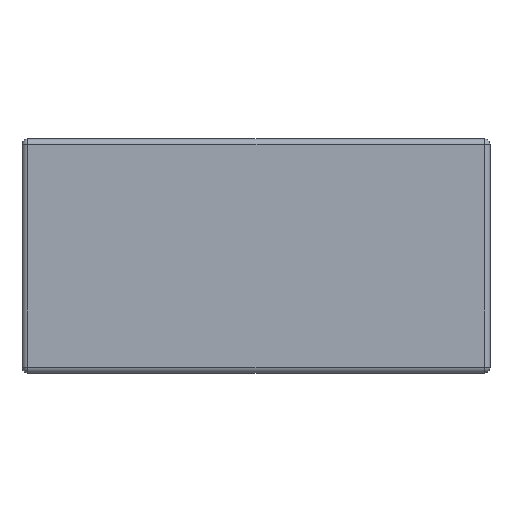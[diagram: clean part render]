
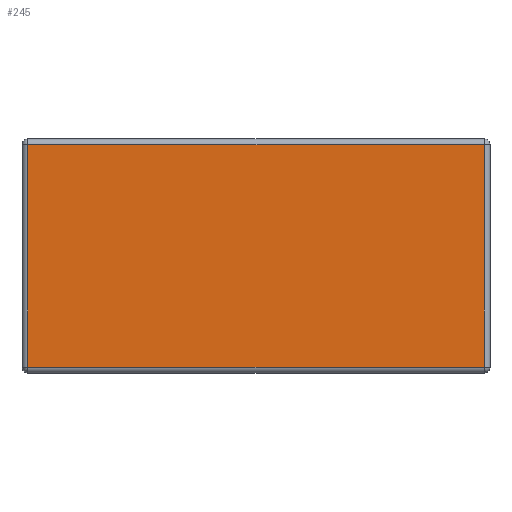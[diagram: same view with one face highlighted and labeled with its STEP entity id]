
A CAD part, top view. The second image highlights one B-rep face of the part: STEP entity #245.
In plain terms, the highlighted planar face has unit normal (0, 0, 1).
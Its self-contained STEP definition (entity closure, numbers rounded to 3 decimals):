
#206 = CARTESIAN_POINT ( 'NONE',  ( 1.511, -0.736, 0.55 ) ) ;
#207 = VERTEX_POINT ( 'NONE', #206 ) ;
#208 = CARTESIAN_POINT ( 'NONE',  ( 1.511, 0.736, 0.55 ) ) ;
#209 = VERTEX_POINT ( 'NONE', #208 ) ;
#210 = CARTESIAN_POINT ( 'NONE',  ( 1.511, 0., 0.55 ) ) ;
#211 = DIRECTION ( 'NONE',  ( 0., 1., 0. ) ) ;
#212 = VECTOR ( 'NONE', #211, 1000. ) ;
#213 = LINE ( 'NONE', #210, #212 ) ;
#214 = EDGE_CURVE ( 'NONE', #207, #209, #213, .T. ) ;
#215 = ORIENTED_EDGE ( 'NONE', *, *, #214, .T. ) ;
#216 = CARTESIAN_POINT ( 'NONE',  ( -1.511, 0.736, 0.55 ) ) ;
#217 = VERTEX_POINT ( 'NONE', #216 ) ;
#218 = CARTESIAN_POINT ( 'NONE',  ( 0., 0.736, 0.55 ) ) ;
#219 = DIRECTION ( 'NONE',  ( -1., 0., 0. ) ) ;
#220 = VECTOR ( 'NONE', #219, 1000. ) ;
#221 = LINE ( 'NONE', #218, #220 ) ;
#222 = EDGE_CURVE ( 'NONE', #209, #217, #221, .T. ) ;
#223 = ORIENTED_EDGE ( 'NONE', *, *, #222, .T. ) ;
#224 = CARTESIAN_POINT ( 'NONE',  ( -1.511, -0.736, 0.55 ) ) ;
#225 = VERTEX_POINT ( 'NONE', #224 ) ;
#226 = CARTESIAN_POINT ( 'NONE',  ( -1.511, 0., 0.55 ) ) ;
#227 = DIRECTION ( 'NONE',  ( 0., -1., 0. ) ) ;
#228 = VECTOR ( 'NONE', #227, 1000. ) ;
#229 = LINE ( 'NONE', #226, #228 ) ;
#230 = EDGE_CURVE ( 'NONE', #217, #225, #229, .T. ) ;
#231 = ORIENTED_EDGE ( 'NONE', *, *, #230, .T. ) ;
#232 = CARTESIAN_POINT ( 'NONE',  ( 0., -0.736, 0.55 ) ) ;
#233 = DIRECTION ( 'NONE',  ( 1., 0., 0. ) ) ;
#234 = VECTOR ( 'NONE', #233, 1000. ) ;
#235 = LINE ( 'NONE', #232, #234 ) ;
#236 = EDGE_CURVE ( 'NONE', #225, #207, #235, .T. ) ;
#237 = ORIENTED_EDGE ( 'NONE', *, *, #236, .T. ) ;
#238 = EDGE_LOOP ( 'NONE', ( #215, #223, #231, #237 ) ) ;
#239 = FACE_OUTER_BOUND ( 'NONE', #238, .T. ) ;
#240 = CARTESIAN_POINT ( 'NONE',  ( 0., 0., 0.55 ) ) ;
#241 = DIRECTION ( 'NONE',  ( 0., 0., -1. ) ) ;
#242 = DIRECTION ( 'NONE',  ( 0., -1., 0. ) ) ;
#243 = AXIS2_PLACEMENT_3D ( 'NONE', #240, #241, #242 ) ;
#244 = PLANE ( 'NONE', #243 ) ;
#245 = ADVANCED_FACE ( 'NONE', ( #239 ), #244, .F. ) ;
